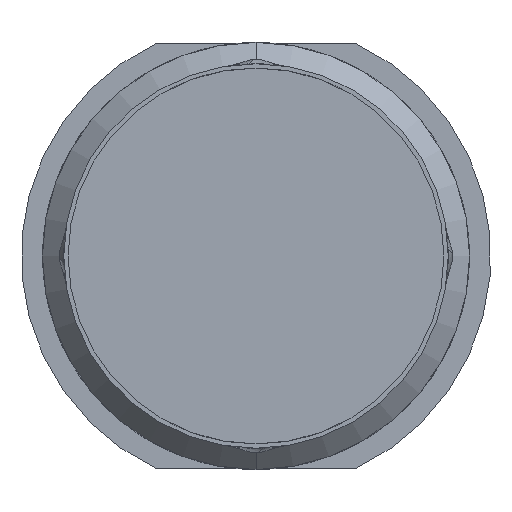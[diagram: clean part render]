
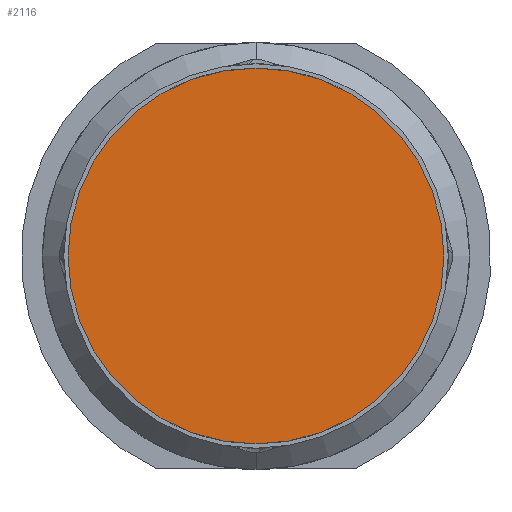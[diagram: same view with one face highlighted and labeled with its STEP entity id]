
A CAD part, front view. The second image highlights one B-rep face of the part: STEP entity #2116.
In plain terms, the highlighted planar face has unit normal (0, -1, 0).
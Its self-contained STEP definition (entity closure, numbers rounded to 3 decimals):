
#359 = DIRECTION ( 'NONE',  ( -1., 0., 0. ) ) ;
#998 = DIRECTION ( 'NONE',  ( 0., -1., 0. ) ) ;
#1025 = CARTESIAN_POINT ( 'NONE',  ( 0., 0., 0. ) ) ;
#1259 = FACE_OUTER_BOUND ( 'NONE', #3962, .T. ) ;
#1441 = PLANE ( 'NONE',  #5935 ) ;
#1628 = VERTEX_POINT ( 'NONE', #3276 ) ;
#1913 = AXIS2_PLACEMENT_3D ( 'NONE', #3459, #3415, #2316 ) ;
#2021 = CIRCLE ( 'NONE', #1913, 2.2 ) ;
#2116 = ADVANCED_FACE ( 'Defeature ausgef�hrt1_21', ( #1259 ), #1441, .F. ) ;
#2316 = DIRECTION ( 'NONE',  ( 1., 0., 0. ) ) ;
#2479 = ORIENTED_EDGE ( 'NONE', *, *, #4785, .T. ) ;
#2891 = EDGE_CURVE ( 'Defeature ausgef�hrt1_21+Defeature ausgef�hrt1_28+Defeature ausgef�hrt1_28+Defeature ausgef�hrt1_28', #1628, #3998, #2021, .T. ) ;
#2982 = AXIS2_PLACEMENT_3D ( 'NONE', #1025, #998, #4936 ) ;
#3276 = CARTESIAN_POINT ( 'NONE',  ( 2.2, 0., 0. ) ) ;
#3361 = CARTESIAN_POINT ( 'NONE',  ( -2.2, 0., 0. ) ) ;
#3415 = DIRECTION ( 'NONE',  ( 0., -1., 0. ) ) ;
#3459 = CARTESIAN_POINT ( 'NONE',  ( 0., 0., 0. ) ) ;
#3962 = EDGE_LOOP ( 'NONE', ( #5817, #2479 ) ) ;
#3998 = VERTEX_POINT ( 'NONE', #3361 ) ;
#4785 = EDGE_CURVE ( 'Defeature ausgef�hrt1_21+Defeature ausgef�hrt1_28+Defeature ausgef�hrt1_28+Defeature ausgef�hrt1_28', #3998, #1628, #6138, .T. ) ;
#4936 = DIRECTION ( 'NONE',  ( 1., 0., 0. ) ) ;
#5817 = ORIENTED_EDGE ( 'NONE', *, *, #2891, .T. ) ;
#5935 = AXIS2_PLACEMENT_3D ( 'NONE', #6350, #6897, #359 ) ;
#6138 = CIRCLE ( 'NONE', #2982, 2.2 ) ;
#6350 = CARTESIAN_POINT ( 'NONE',  ( 0., 0., 1.9 ) ) ;
#6897 = DIRECTION ( 'NONE',  ( 0., 1., 0. ) ) ;
